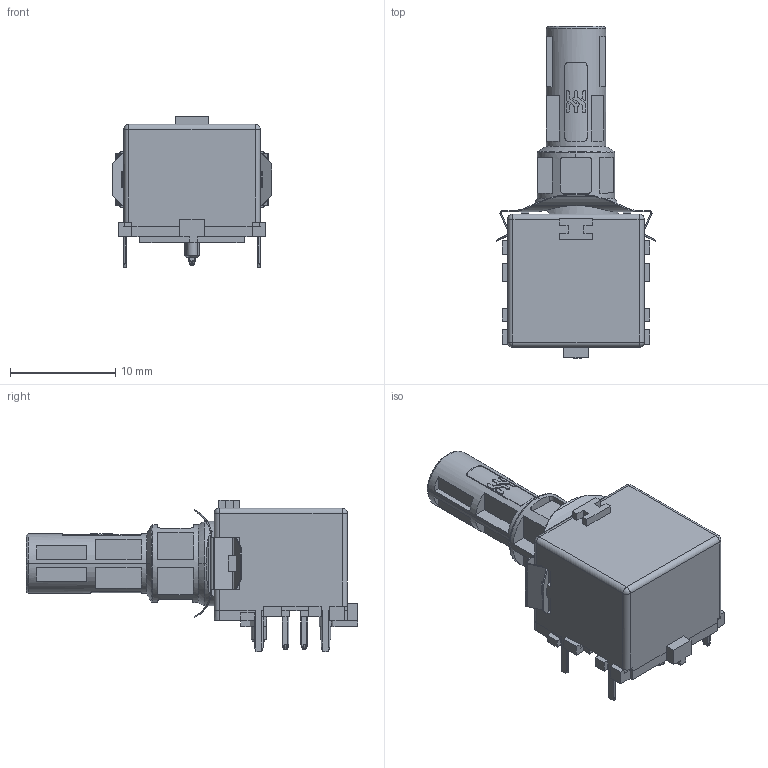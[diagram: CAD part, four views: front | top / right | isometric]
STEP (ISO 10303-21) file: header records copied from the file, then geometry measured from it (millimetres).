
FILE_DESCRIPTION(('CATIA V5 STEP Exchange','CAx-IF Rec.Pracs.--- Model Styling and Organization---1.4--- 2014-01-23'),'2;1');
FILE_NAME ('1324924-2_0', '2021-05-06T06:27:04+00:00', ('none'), ('Weidmueller'), 'CATIA Version 5-6 Release 2016 SP3 HF44', 'CATIA V5 STEP AP214', 'none');
FILE_SCHEMA(('AUTOMOTIVE_DESIGN { 1 0 10303 214 1 1 1 1 }'));
Length unit declared in the file: millimetre
Products named in the file (1): 2795100000
Bounding box: 15.19 x 31.6 x 14.45 mm (x, y, z)
Volume: 2197.7 mm3; surface area: 2165 mm2
Topology: 9 solids, 9 shells, 779 faces, 2130 edges, 1375 vertices
Faces by surface type: plane 417, cylinder 145, extrusion 103, bspline 84, cone 24, sphere 4, torus 2
Entity records: 26779 total; most frequent: CARTESIAN_POINT 9252, ORIENTED_EDGE 4252, DIRECTION 2531, EDGE_CURVE 2122, VECTOR 1457, VERTEX_POINT 1367, LINE 1354, EDGE_LOOP 809
